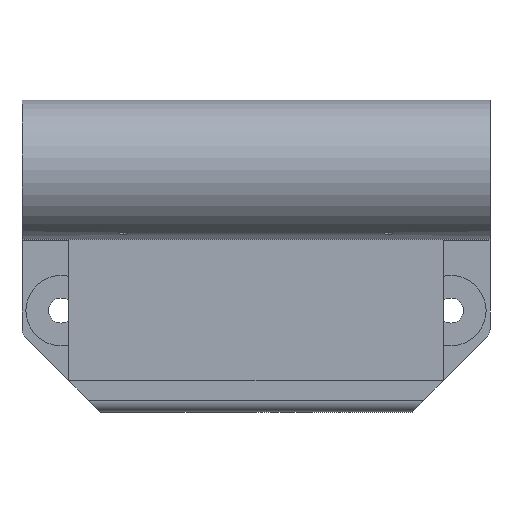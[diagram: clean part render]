
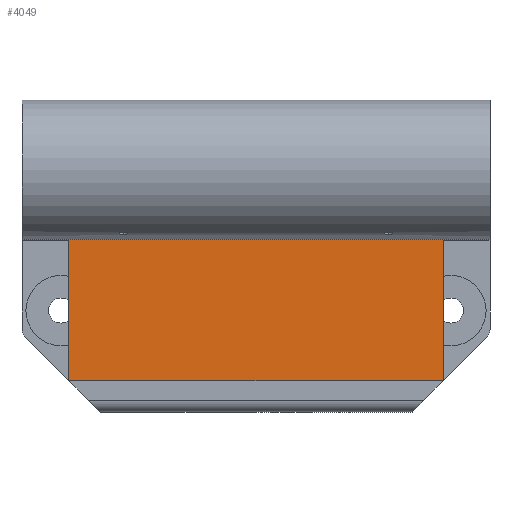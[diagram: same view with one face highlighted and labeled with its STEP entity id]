
A CAD part, left-side view. The second image highlights one B-rep face of the part: STEP entity #4049.
In plain terms, the highlighted planar face has unit normal (-1, 0, 0).
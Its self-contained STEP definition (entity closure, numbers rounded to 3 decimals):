
#486 = PLANE('',#487);
#487 = AXIS2_PLACEMENT_3D('',#488,#489,#490);
#488 = CARTESIAN_POINT('',(2.5,-54.,-9.));
#489 = DIRECTION('',(0.,0.,1.));
#490 = DIRECTION('',(0.,-1.,0.));
#542 = PLANE('',#543);
#543 = AXIS2_PLACEMENT_3D('',#544,#545,#546);
#544 = CARTESIAN_POINT('',(2.5,-6.,-9.));
#545 = DIRECTION('',(0.,0.,-1.));
#546 = DIRECTION('',(0.,1.,0.));
#1222 = VERTEX_POINT('',#1223);
#1223 = CARTESIAN_POINT('',(-1.5,-6.,-27.));
#1237 = PLANE('',#1238);
#1238 = AXIS2_PLACEMENT_3D('',#1239,#1240,#1241);
#1239 = CARTESIAN_POINT('',(2.5,-6.,-27.));
#1240 = DIRECTION('',(0.,1.,0.));
#1241 = DIRECTION('',(0.,0.,1.));
#1265 = PLANE('',#1266);
#1266 = AXIS2_PLACEMENT_3D('',#1267,#1268,#1269);
#1267 = CARTESIAN_POINT('',(-1.5,-60.,-27.));
#1268 = DIRECTION('',(1.,0.,0.));
#1269 = DIRECTION('',(0.,1.,0.));
#1671 = VERTEX_POINT('',#1672);
#1672 = CARTESIAN_POINT('',(-1.5,0.,-8.874));
#1714 = CYLINDRICAL_SURFACE('',#1715,9.);
#1715 = AXIS2_PLACEMENT_3D('',#1716,#1717,#1718);
#1716 = CARTESIAN_POINT('',(0.,0.,0.));
#1717 = DIRECTION('',(0.,1.,0.));
#1718 = DIRECTION('',(1.,0.,0.));
#1867 = VERTEX_POINT('',#1868);
#1868 = CARTESIAN_POINT('',(-1.5,-6.,-9.));
#1889 = EDGE_CURVE('',#1867,#1890,#1892,.T.);
#1890 = VERTEX_POINT('',#1891);
#1891 = CARTESIAN_POINT('',(-1.5,0.,-9.));
#1892 = SURFACE_CURVE('',#1893,(#1897,#1904),.PCURVE_S1.);
#1893 = LINE('',#1894,#1895);
#1894 = CARTESIAN_POINT('',(-1.5,-3.,-9.));
#1895 = VECTOR('',#1896,1.);
#1896 = DIRECTION('',(0.,1.,0.));
#1897 = PCURVE('',#542,#1898);
#1898 = DEFINITIONAL_REPRESENTATION('',(#1899),#1903);
#1899 = LINE('',#1900,#1901);
#1900 = CARTESIAN_POINT('',(3.,-4.));
#1901 = VECTOR('',#1902,1.);
#1902 = DIRECTION('',(1.,0.));
#1903 = ( GEOMETRIC_REPRESENTATION_CONTEXT(2) 
PARAMETRIC_REPRESENTATION_CONTEXT() REPRESENTATION_CONTEXT('2D SPACE',''
  ) );
#1904 = PCURVE('',#1905,#1910);
#1905 = PLANE('',#1906);
#1906 = AXIS2_PLACEMENT_3D('',#1907,#1908,#1909);
#1907 = CARTESIAN_POINT('',(-1.5,0.,-27.));
#1908 = DIRECTION('',(1.,0.,0.));
#1909 = DIRECTION('',(0.,-1.,0.));
#1910 = DEFINITIONAL_REPRESENTATION('',(#1911),#1915);
#1911 = LINE('',#1912,#1913);
#1912 = CARTESIAN_POINT('',(3.,-18.));
#1913 = VECTOR('',#1914,1.);
#1914 = DIRECTION('',(-1.,0.));
#1915 = ( GEOMETRIC_REPRESENTATION_CONTEXT(2) 
PARAMETRIC_REPRESENTATION_CONTEXT() REPRESENTATION_CONTEXT('2D SPACE',''
  ) );
#1933 = PLANE('',#1934);
#1934 = AXIS2_PLACEMENT_3D('',#1935,#1936,#1937);
#1935 = CARTESIAN_POINT('',(2.5,0.,-27.));
#1936 = DIRECTION('',(0.,-1.,0.));
#1937 = DIRECTION('',(-1.,0.,0.));
#2011 = PLANE('',#2012);
#2012 = AXIS2_PLACEMENT_3D('',#2013,#2014,#2015);
#2013 = CARTESIAN_POINT('',(2.5,-54.,-27.));
#2014 = DIRECTION('',(0.,1.,0.));
#2015 = DIRECTION('',(0.,0.,1.));
#2077 = VERTEX_POINT('',#2078);
#2078 = CARTESIAN_POINT('',(-1.5,-54.,-9.));
#2099 = EDGE_CURVE('',#2077,#2100,#2102,.T.);
#2100 = VERTEX_POINT('',#2101);
#2101 = CARTESIAN_POINT('',(-1.5,-60.,-9.));
#2102 = SURFACE_CURVE('',#2103,(#2107,#2114),.PCURVE_S1.);
#2103 = LINE('',#2104,#2105);
#2104 = CARTESIAN_POINT('',(-1.5,-27.,-9.));
#2105 = VECTOR('',#2106,1.);
#2106 = DIRECTION('',(0.,-1.,0.));
#2107 = PCURVE('',#486,#2108);
#2108 = DEFINITIONAL_REPRESENTATION('',(#2109),#2113);
#2109 = LINE('',#2110,#2111);
#2110 = CARTESIAN_POINT('',(-27.,-4.));
#2111 = VECTOR('',#2112,1.);
#2112 = DIRECTION('',(1.,0.));
#2113 = ( GEOMETRIC_REPRESENTATION_CONTEXT(2) 
PARAMETRIC_REPRESENTATION_CONTEXT() REPRESENTATION_CONTEXT('2D SPACE',''
  ) );
#2114 = PCURVE('',#1905,#2115);
#2115 = DEFINITIONAL_REPRESENTATION('',(#2116),#2120);
#2116 = LINE('',#2117,#2118);
#2117 = CARTESIAN_POINT('',(27.,-18.));
#2118 = VECTOR('',#2119,1.);
#2119 = DIRECTION('',(1.,0.));
#2120 = ( GEOMETRIC_REPRESENTATION_CONTEXT(2) 
PARAMETRIC_REPRESENTATION_CONTEXT() REPRESENTATION_CONTEXT('2D SPACE',''
  ) );
#2138 = PLANE('',#2139);
#2139 = AXIS2_PLACEMENT_3D('',#2140,#2141,#2142);
#2140 = CARTESIAN_POINT('',(-1.5,-60.,-27.));
#2141 = DIRECTION('',(0.,1.,0.));
#2142 = DIRECTION('',(1.,0.,0.));
#2368 = VERTEX_POINT('',#2369);
#2369 = CARTESIAN_POINT('',(-1.5,-60.,-8.874));
#2785 = VERTEX_POINT('',#2786);
#2786 = CARTESIAN_POINT('',(-1.5,-54.,-27.));
#3122 = EDGE_CURVE('',#2785,#1222,#3123,.T.);
#3123 = SURFACE_CURVE('',#3124,(#3128,#3135),.PCURVE_S1.);
#3124 = LINE('',#3125,#3126);
#3125 = CARTESIAN_POINT('',(-1.5,-60.,-27.));
#3126 = VECTOR('',#3127,1.);
#3127 = DIRECTION('',(0.,1.,0.));
#3128 = PCURVE('',#1265,#3129);
#3129 = DEFINITIONAL_REPRESENTATION('',(#3130),#3134);
#3130 = LINE('',#3131,#3132);
#3131 = CARTESIAN_POINT('',(0.,0.));
#3132 = VECTOR('',#3133,1.);
#3133 = DIRECTION('',(1.,0.));
#3134 = ( GEOMETRIC_REPRESENTATION_CONTEXT(2) 
PARAMETRIC_REPRESENTATION_CONTEXT() REPRESENTATION_CONTEXT('2D SPACE',''
  ) );
#3135 = PCURVE('',#1905,#3136);
#3136 = DEFINITIONAL_REPRESENTATION('',(#3137),#3141);
#3137 = LINE('',#3138,#3139);
#3138 = CARTESIAN_POINT('',(60.,0.));
#3139 = VECTOR('',#3140,1.);
#3140 = DIRECTION('',(-1.,0.));
#3141 = ( GEOMETRIC_REPRESENTATION_CONTEXT(2) 
PARAMETRIC_REPRESENTATION_CONTEXT() REPRESENTATION_CONTEXT('2D SPACE',''
  ) );
#3150 = EDGE_CURVE('',#1222,#1867,#3151,.T.);
#3151 = SURFACE_CURVE('',#3152,(#3156,#3163),.PCURVE_S1.);
#3152 = LINE('',#3153,#3154);
#3153 = CARTESIAN_POINT('',(-1.5,-6.,-27.));
#3154 = VECTOR('',#3155,1.);
#3155 = DIRECTION('',(0.,0.,1.));
#3156 = PCURVE('',#1237,#3157);
#3157 = DEFINITIONAL_REPRESENTATION('',(#3158),#3162);
#3158 = LINE('',#3159,#3160);
#3159 = CARTESIAN_POINT('',(0.,-4.));
#3160 = VECTOR('',#3161,1.);
#3161 = DIRECTION('',(1.,0.));
#3162 = ( GEOMETRIC_REPRESENTATION_CONTEXT(2) 
PARAMETRIC_REPRESENTATION_CONTEXT() REPRESENTATION_CONTEXT('2D SPACE',''
  ) );
#3163 = PCURVE('',#1905,#3164);
#3164 = DEFINITIONAL_REPRESENTATION('',(#3165),#3169);
#3165 = LINE('',#3166,#3167);
#3166 = CARTESIAN_POINT('',(6.,0.));
#3167 = VECTOR('',#3168,1.);
#3168 = DIRECTION('',(0.,-1.));
#3169 = ( GEOMETRIC_REPRESENTATION_CONTEXT(2) 
PARAMETRIC_REPRESENTATION_CONTEXT() REPRESENTATION_CONTEXT('2D SPACE',''
  ) );
#3651 = EDGE_CURVE('',#2368,#1671,#3652,.T.);
#3652 = SURFACE_CURVE('',#3653,(#3657,#3664),.PCURVE_S1.);
#3653 = LINE('',#3654,#3655);
#3654 = CARTESIAN_POINT('',(-1.5,0.,-8.874));
#3655 = VECTOR('',#3656,1.);
#3656 = DIRECTION('',(0.,1.,0.));
#3657 = PCURVE('',#1714,#3658);
#3658 = DEFINITIONAL_REPRESENTATION('',(#3659),#3663);
#3659 = LINE('',#3660,#3661);
#3660 = CARTESIAN_POINT('',(-4.545,0.));
#3661 = VECTOR('',#3662,1.);
#3662 = DIRECTION('',(-0.,1.));
#3663 = ( GEOMETRIC_REPRESENTATION_CONTEXT(2) 
PARAMETRIC_REPRESENTATION_CONTEXT() REPRESENTATION_CONTEXT('2D SPACE',''
  ) );
#3664 = PCURVE('',#1905,#3665);
#3665 = DEFINITIONAL_REPRESENTATION('',(#3666),#3670);
#3666 = LINE('',#3667,#3668);
#3667 = CARTESIAN_POINT('',(0.,-18.126));
#3668 = VECTOR('',#3669,1.);
#3669 = DIRECTION('',(-1.,0.));
#3670 = ( GEOMETRIC_REPRESENTATION_CONTEXT(2) 
PARAMETRIC_REPRESENTATION_CONTEXT() REPRESENTATION_CONTEXT('2D SPACE',''
  ) );
#4027 = EDGE_CURVE('',#1890,#1671,#4028,.T.);
#4028 = SURFACE_CURVE('',#4029,(#4033,#4040),.PCURVE_S1.);
#4029 = LINE('',#4030,#4031);
#4030 = CARTESIAN_POINT('',(-1.5,0.,-27.));
#4031 = VECTOR('',#4032,1.);
#4032 = DIRECTION('',(0.,0.,1.));
#4033 = PCURVE('',#1933,#4034);
#4034 = DEFINITIONAL_REPRESENTATION('',(#4035),#4039);
#4035 = LINE('',#4036,#4037);
#4036 = CARTESIAN_POINT('',(4.,0.));
#4037 = VECTOR('',#4038,1.);
#4038 = DIRECTION('',(0.,-1.));
#4039 = ( GEOMETRIC_REPRESENTATION_CONTEXT(2) 
PARAMETRIC_REPRESENTATION_CONTEXT() REPRESENTATION_CONTEXT('2D SPACE',''
  ) );
#4040 = PCURVE('',#1905,#4041);
#4041 = DEFINITIONAL_REPRESENTATION('',(#4042),#4046);
#4042 = LINE('',#4043,#4044);
#4043 = CARTESIAN_POINT('',(0.,0.));
#4044 = VECTOR('',#4045,1.);
#4045 = DIRECTION('',(0.,-1.));
#4046 = ( GEOMETRIC_REPRESENTATION_CONTEXT(2) 
PARAMETRIC_REPRESENTATION_CONTEXT() REPRESENTATION_CONTEXT('2D SPACE',''
  ) );
#4049 = ADVANCED_FACE('',(#4050),#1905,.F.);
#4050 = FACE_BOUND('',#4051,.F.);
#4051 = EDGE_LOOP('',(#4052,#4073,#4074,#4075,#4076,#4077,#4078,#4099));
#4052 = ORIENTED_EDGE('',*,*,#4053,.F.);
#4053 = EDGE_CURVE('',#2785,#2077,#4054,.T.);
#4054 = SURFACE_CURVE('',#4055,(#4059,#4066),.PCURVE_S1.);
#4055 = LINE('',#4056,#4057);
#4056 = CARTESIAN_POINT('',(-1.5,-54.,-27.));
#4057 = VECTOR('',#4058,1.);
#4058 = DIRECTION('',(0.,0.,1.));
#4059 = PCURVE('',#1905,#4060);
#4060 = DEFINITIONAL_REPRESENTATION('',(#4061),#4065);
#4061 = LINE('',#4062,#4063);
#4062 = CARTESIAN_POINT('',(54.,0.));
#4063 = VECTOR('',#4064,1.);
#4064 = DIRECTION('',(0.,-1.));
#4065 = ( GEOMETRIC_REPRESENTATION_CONTEXT(2) 
PARAMETRIC_REPRESENTATION_CONTEXT() REPRESENTATION_CONTEXT('2D SPACE',''
  ) );
#4066 = PCURVE('',#2011,#4067);
#4067 = DEFINITIONAL_REPRESENTATION('',(#4068),#4072);
#4068 = LINE('',#4069,#4070);
#4069 = CARTESIAN_POINT('',(0.,-4.));
#4070 = VECTOR('',#4071,1.);
#4071 = DIRECTION('',(1.,0.));
#4072 = ( GEOMETRIC_REPRESENTATION_CONTEXT(2) 
PARAMETRIC_REPRESENTATION_CONTEXT() REPRESENTATION_CONTEXT('2D SPACE',''
  ) );
#4073 = ORIENTED_EDGE('',*,*,#3122,.T.);
#4074 = ORIENTED_EDGE('',*,*,#3150,.T.);
#4075 = ORIENTED_EDGE('',*,*,#1889,.T.);
#4076 = ORIENTED_EDGE('',*,*,#4027,.T.);
#4077 = ORIENTED_EDGE('',*,*,#3651,.F.);
#4078 = ORIENTED_EDGE('',*,*,#4079,.F.);
#4079 = EDGE_CURVE('',#2100,#2368,#4080,.T.);
#4080 = SURFACE_CURVE('',#4081,(#4085,#4092),.PCURVE_S1.);
#4081 = LINE('',#4082,#4083);
#4082 = CARTESIAN_POINT('',(-1.5,-60.,-27.));
#4083 = VECTOR('',#4084,1.);
#4084 = DIRECTION('',(0.,0.,1.));
#4085 = PCURVE('',#1905,#4086);
#4086 = DEFINITIONAL_REPRESENTATION('',(#4087),#4091);
#4087 = LINE('',#4088,#4089);
#4088 = CARTESIAN_POINT('',(60.,0.));
#4089 = VECTOR('',#4090,1.);
#4090 = DIRECTION('',(0.,-1.));
#4091 = ( GEOMETRIC_REPRESENTATION_CONTEXT(2) 
PARAMETRIC_REPRESENTATION_CONTEXT() REPRESENTATION_CONTEXT('2D SPACE',''
  ) );
#4092 = PCURVE('',#2138,#4093);
#4093 = DEFINITIONAL_REPRESENTATION('',(#4094),#4098);
#4094 = LINE('',#4095,#4096);
#4095 = CARTESIAN_POINT('',(0.,0.));
#4096 = VECTOR('',#4097,1.);
#4097 = DIRECTION('',(0.,-1.));
#4098 = ( GEOMETRIC_REPRESENTATION_CONTEXT(2) 
PARAMETRIC_REPRESENTATION_CONTEXT() REPRESENTATION_CONTEXT('2D SPACE',''
  ) );
#4099 = ORIENTED_EDGE('',*,*,#2099,.F.);
